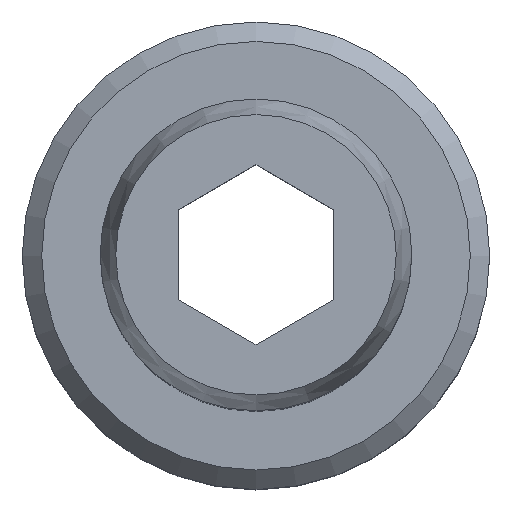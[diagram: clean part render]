
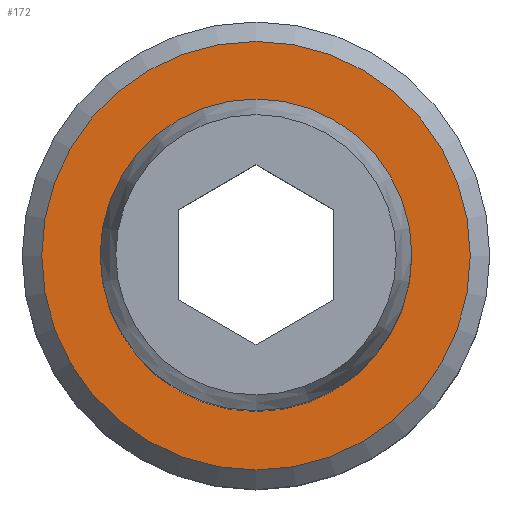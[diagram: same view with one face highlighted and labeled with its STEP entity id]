
A CAD part, top view. The second image highlights one B-rep face of the part: STEP entity #172.
In plain terms, the highlighted planar face has unit normal (0, 0, 1).
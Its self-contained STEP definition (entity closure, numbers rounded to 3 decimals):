
#143=EDGE_CURVE('240[2]',#320,#320,#321,.T.);
#172=ADVANCED_FACE('240[2]',(#358,#359),#360,.T.);
#192=EDGE_CURVE('240[2]',#388,#388,#389,.T.);
#320=VERTEX_POINT('',#549);
#321=CIRCLE('',#550,8.0);
#358=FACE_BOUND('',#604,.T.);
#359=FACE_OUTER_BOUND('',#605,.T.);
#360=PLANE('',#606);
#388=VERTEX_POINT('',#643);
#389=CIRCLE('',#644,11.0);
#549=CARTESIAN_POINT('',(0.,8.,15.5));
#550=AXIS2_PLACEMENT_3D('',#765,#766,#767);
#604=EDGE_LOOP('',(#797));
#605=EDGE_LOOP('',(#798));
#606=AXIS2_PLACEMENT_3D('',#799,#800,#801);
#643=CARTESIAN_POINT('',(0.,11.0,15.5));
#644=AXIS2_PLACEMENT_3D('',#842,#843,#844);
#765=CARTESIAN_POINT('',(0.,0.,15.5));
#766=DIRECTION('',(0.,0.,1.0));
#767=DIRECTION('',(0.,1.0,0.));
#797=ORIENTED_EDGE('',*,*,#143,.F.);
#798=ORIENTED_EDGE('',*,*,#192,.T.);
#799=CARTESIAN_POINT('',(0.,9.5,15.5));
#800=DIRECTION('',(0.,0.,1.0));
#801=DIRECTION('',(0.,1.0,0.));
#842=CARTESIAN_POINT('',(0.,0.,15.5));
#843=DIRECTION('',(0.,0.,1.0));
#844=DIRECTION('',(0.,1.0,0.));
